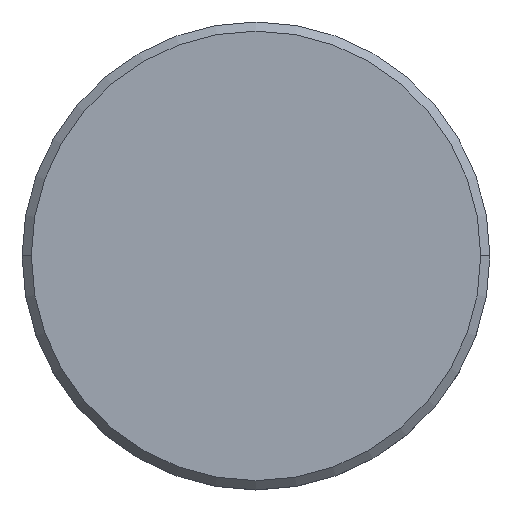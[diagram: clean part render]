
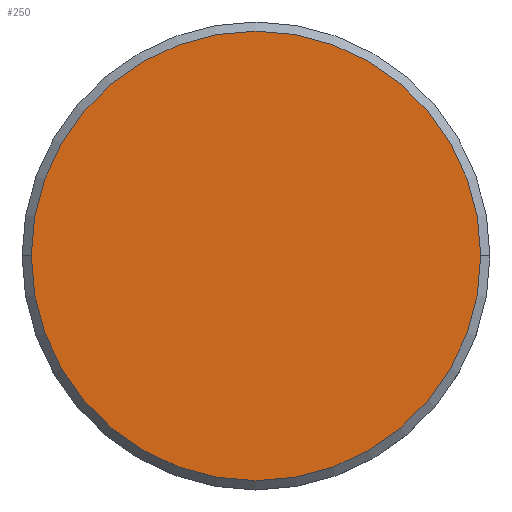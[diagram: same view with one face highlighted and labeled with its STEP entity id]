
A CAD part, top view. The second image highlights one B-rep face of the part: STEP entity #250.
In plain terms, the highlighted planar face has unit normal (0, 0, 1).
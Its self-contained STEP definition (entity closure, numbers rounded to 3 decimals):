
#9 = DIRECTION ( 'NONE',  ( -1., 0., 0. ) ) ;
#10 = DIRECTION ( 'NONE',  ( 0., 0., 1. ) ) ;
#19 = AXIS2_PLACEMENT_3D ( 'NONE', #172, #244, #206 ) ;
#20 = DIRECTION ( 'NONE',  ( -1., 0., 0. ) ) ;
#21 = CIRCLE ( 'NONE', #133, 6.1 ) ;
#24 = PLANE ( 'NONE',  #19 ) ;
#27 = CARTESIAN_POINT ( 'NONE',  ( -6.1, 0., 0. ) ) ;
#33 = EDGE_CURVE ( 'NONE', #245, #189, #92, .T. ) ;
#37 = AXIS2_PLACEMENT_3D ( 'NONE', #233, #149, #20 ) ;
#38 = ORIENTED_EDGE ( 'NONE', *, *, #186, .T. ) ;
#82 = EDGE_LOOP ( 'NONE', ( #38, #238 ) ) ;
#92 = CIRCLE ( 'NONE', #37, 6.1 ) ;
#131 = CARTESIAN_POINT ( 'NONE',  ( 0., 0., 0. ) ) ;
#133 = AXIS2_PLACEMENT_3D ( 'NONE', #131, #10, #9 ) ;
#149 = DIRECTION ( 'NONE',  ( 0., 0., 1. ) ) ;
#172 = CARTESIAN_POINT ( 'NONE',  ( 0., 0., 0. ) ) ;
#186 = EDGE_CURVE ( 'NONE', #189, #245, #21, .T. ) ;
#188 = FACE_OUTER_BOUND ( 'NONE', #82, .T. ) ;
#189 = VERTEX_POINT ( 'NONE', #27 ) ;
#194 = CARTESIAN_POINT ( 'NONE',  ( 6.1, 0., 0. ) ) ;
#206 = DIRECTION ( 'NONE',  ( -1., 0., 0. ) ) ;
#233 = CARTESIAN_POINT ( 'NONE',  ( 0., 0., 0. ) ) ;
#238 = ORIENTED_EDGE ( 'NONE', *, *, #33, .T. ) ;
#244 = DIRECTION ( 'NONE',  ( 0., 0., -1. ) ) ;
#245 = VERTEX_POINT ( 'NONE', #194 ) ;
#250 = ADVANCED_FACE ( 'NONE', ( #188 ), #24, .F. ) ;
